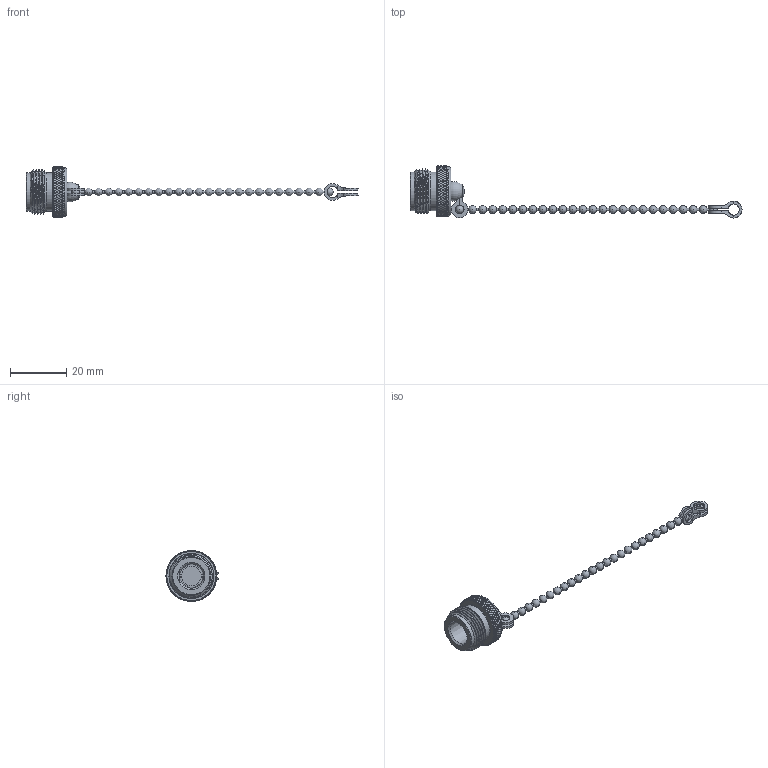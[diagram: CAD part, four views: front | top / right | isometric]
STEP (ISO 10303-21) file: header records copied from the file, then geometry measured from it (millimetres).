
FILE_DESCRIPTION (( 'STEP AP203' ), '1' );
FILE_NAME ('SC2019C.step', '2019-12-05T23:16:21', ( '' ), ( '' ), 'SwSTEP 2.0', 'SolidWorks 2018', '' );
FILE_SCHEMA (( 'CONFIG_CONTROL_DESIGN' ));
Products named in the file (1): SC2019C
Bounding box: 117.74 x 18.45 x 18 mm (x, y, z)
Volume: 2556.5 mm3; surface area: 2971.7 mm2
Topology: 3 solids, 3 shells, 1921 faces, 4235 edges, 2322 vertices
Faces by surface type: bspline 1444, cylinder 417, sphere 26, plane 24, cone 8, torus 2
Full cylindrical faces by diameter (mm): 0.762 x25, 2.551 x1, 4.308 x1, 6.985 x1, 13.716 x3, 17.492 x1
Entity records: 65445 total; most frequent: CARTESIAN_POINT 39751, ORIENTED_EDGE 8216, EDGE_CURVE 4108, VERTEX_POINT 2261, EDGE_LOOP 1995, FACE_OUTER_BOUND 1979, ADVANCED_FACE 1921, B_SPLINE_CURVE_WITH_KNOTS 1822
